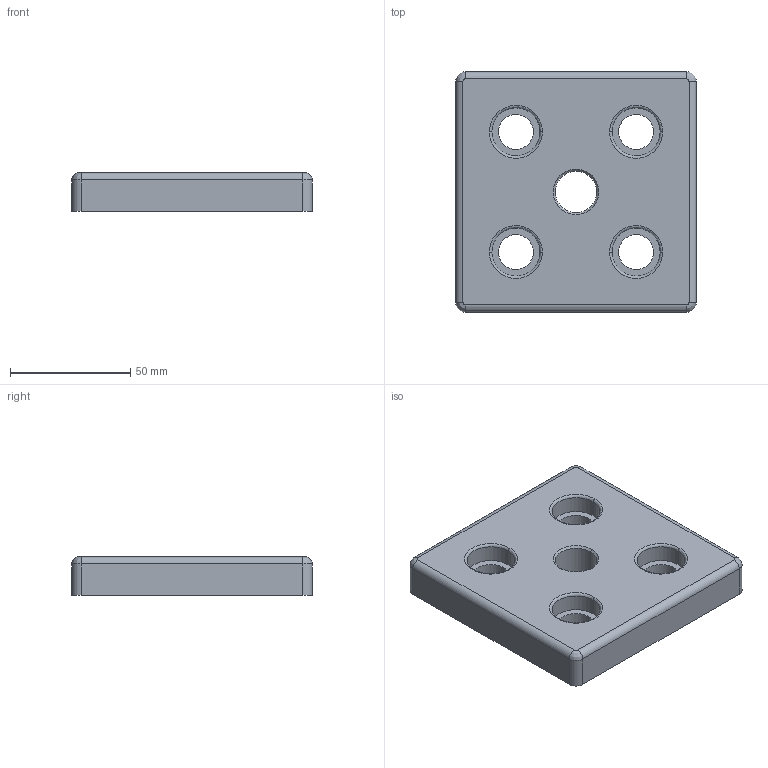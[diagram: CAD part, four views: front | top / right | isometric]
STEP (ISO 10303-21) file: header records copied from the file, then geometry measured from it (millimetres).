
FILE_DESCRIPTION(/* description */ (''),/* implementation_level */ '2;1');
FILE_NAME(/* name */ '521020.stp',/* time_stamp */ '2018-05-14T19:20:44+02:00',/* author */ ('TraceParts'),/* organization */ ('Alutec K&K'),/* preprocessor_version */ 'ST-DEVELOPER v16.1',/* originating_system */ 'Autodesk Inventor 2016',/* authorisation */ '');
FILE_SCHEMA (('AUTOMOTIVE_DESIGN { 1 0 10303 214 3 1 1 }'));
Length unit declared in the file: millimetre
Products named in the file (1): 521020
Bounding box: 100 x 100 x 16 mm (x, y, z)
Volume: 85182 mm3; surface area: 37534.4 mm2
Topology: 1 solids, 1 shells, 191 faces, 472 edges, 274 vertices
Faces by surface type: cylinder 89, bspline 73, plane 27, cone 2
Entity records: 7938 total; most frequent: CARTESIAN_POINT 3404, DIRECTION 949, ORIENTED_EDGE 908, EDGE_CURVE 454, AXIS2_PLACEMENT_3D 405, CIRCLE 286, VERTEX_POINT 274, EDGE_LOOP 210
